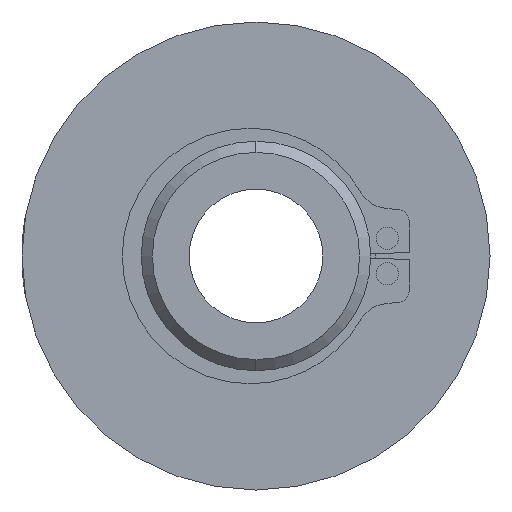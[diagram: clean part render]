
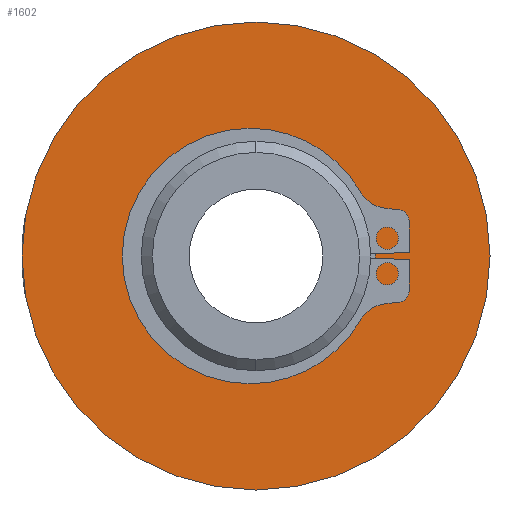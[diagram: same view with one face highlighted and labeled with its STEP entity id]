
A CAD part, left-side view. The second image highlights one B-rep face of the part: STEP entity #1602.
In plain terms, the highlighted planar face has unit normal (-1, 0, 0).
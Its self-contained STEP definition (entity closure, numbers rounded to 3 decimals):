
#11 = ORIENTED_EDGE ( 'NONE', *, *, #516, .T. ) ;
#12 = CARTESIAN_POINT ( 'NONE',  ( 0., 0., 0. ) ) ;
#15 = DIRECTION ( 'NONE',  ( 1., 0., 0. ) ) ;
#46 = EDGE_CURVE ( 'NONE', #239, #366, #486, .T. ) ;
#54 = CARTESIAN_POINT ( 'NONE',  ( 0., 0., 0. ) ) ;
#194 = CARTESIAN_POINT ( 'NONE',  ( 0., 0., -5.345 ) ) ;
#196 = FACE_BOUND ( 'NONE', #1668, .T. ) ;
#200 = FACE_OUTER_BOUND ( 'NONE', #1826, .T. ) ;
#215 = DIRECTION ( 'NONE',  ( 1., 0., 0. ) ) ;
#239 = VERTEX_POINT ( 'NONE', #1141 ) ;
#240 = DIRECTION ( 'NONE',  ( 0., 0., -1. ) ) ;
#366 = VERTEX_POINT ( 'NONE', #565 ) ;
#367 = VERTEX_POINT ( 'NONE', #1536 ) ;
#381 = CIRCLE ( 'NONE', #1186, 5.345 ) ;
#383 = AXIS2_PLACEMENT_3D ( 'NONE', #1274, #746, #1437 ) ;
#486 = CIRCLE ( 'NONE', #1398, 10.5 ) ;
#498 = ORIENTED_EDGE ( 'NONE', *, *, #1685, .F. ) ;
#516 = EDGE_CURVE ( 'NONE', #367, #590, #814, .T. ) ;
#565 = CARTESIAN_POINT ( 'NONE',  ( 0., 0., 10.5 ) ) ;
#590 = VERTEX_POINT ( 'NONE', #194 ) ;
#614 = CARTESIAN_POINT ( 'NONE',  ( 0., 0., 0. ) ) ;
#622 = AXIS2_PLACEMENT_3D ( 'NONE', #833, #1508, #240 ) ;
#724 = EDGE_CURVE ( 'NONE', #590, #367, #381, .T. ) ;
#746 = DIRECTION ( 'NONE',  ( -1., 0., 0. ) ) ;
#814 = CIRCLE ( 'NONE', #622, 5.345 ) ;
#833 = CARTESIAN_POINT ( 'NONE',  ( 0., 0., 0. ) ) ;
#934 = CIRCLE ( 'NONE', #1559, 10.5 ) ;
#1077 = ORIENTED_EDGE ( 'NONE', *, *, #46, .F. ) ;
#1141 = CARTESIAN_POINT ( 'NONE',  ( 0., 0., -10.5 ) ) ;
#1151 = ORIENTED_EDGE ( 'NONE', *, *, #724, .T. ) ;
#1186 = AXIS2_PLACEMENT_3D ( 'NONE', #614, #15, #1899 ) ;
#1274 = CARTESIAN_POINT ( 'NONE',  ( 0., 10.5, 0. ) ) ;
#1398 = AXIS2_PLACEMENT_3D ( 'NONE', #12, #1429, #1554 ) ;
#1429 = DIRECTION ( 'NONE',  ( 1., 0., 0. ) ) ;
#1437 = DIRECTION ( 'NONE',  ( 0., 0., 1. ) ) ;
#1508 = DIRECTION ( 'NONE',  ( 1., 0., 0. ) ) ;
#1536 = CARTESIAN_POINT ( 'NONE',  ( 0., 0., 5.345 ) ) ;
#1554 = DIRECTION ( 'NONE',  ( 0., 0., -1. ) ) ;
#1559 = AXIS2_PLACEMENT_3D ( 'NONE', #54, #215, #1613 ) ;
#1602 = ADVANCED_FACE ( 'NONE', ( #196, #200 ), #1905, .T. ) ;
#1613 = DIRECTION ( 'NONE',  ( 0., 0., -1. ) ) ;
#1668 = EDGE_LOOP ( 'NONE', ( #1151, #11 ) ) ;
#1685 = EDGE_CURVE ( 'NONE', #366, #239, #934, .T. ) ;
#1826 = EDGE_LOOP ( 'NONE', ( #1077, #498 ) ) ;
#1899 = DIRECTION ( 'NONE',  ( 0., 0., -1. ) ) ;
#1905 = PLANE ( 'NONE',  #383 ) ;
